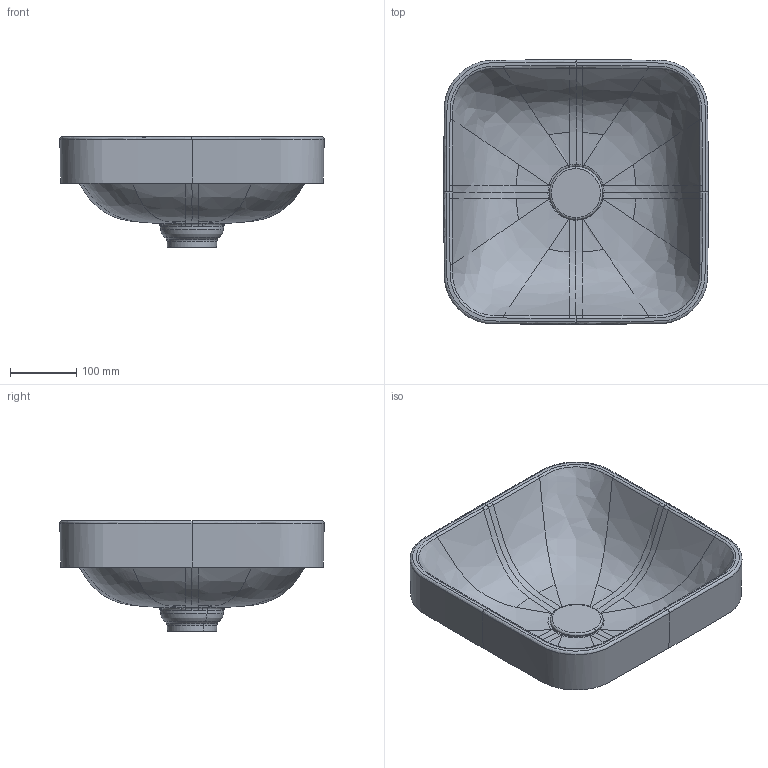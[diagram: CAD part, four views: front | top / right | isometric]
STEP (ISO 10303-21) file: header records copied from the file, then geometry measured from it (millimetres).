
FILE_DESCRIPTION(/* description */ (''),/* implementation_level */ '2;1');
FILE_NAME(/* name */ '235940',/* time_stamp */ '2019-02-20T11:13:07+01:00',/* author */ (''),/* organization */ (''),/* preprocessor_version */ 'ST-DEVELOPER v15',/* originating_system */ '',/* authorisation */ '');
FILE_SCHEMA (('AUTOMOTIVE_DESIGN'));
Length unit declared in the file: millimetre
Products named in the file (1): Document
Bounding box: 399.86 x 399.86 x 167 mm (x, y, z)
Volume: 36985.9 mm3; surface area: 539988.5 mm2
Topology: 2 solids, 3 shells, 236 faces, 600 edges, 366 vertices
Faces by surface type: bspline 236
Entity records: 119287 total; most frequent: CARTESIAN_POINT 111686, B_SPLINE_CURVE_WITH_KNOTS 1615, ORIENTED_EDGE 1156, PCURVE 1156, DEFINITIONAL_REPRESENTATION 1156, SURFACE_CURVE 600, EDGE_CURVE 600, VERTEX_POINT 366
